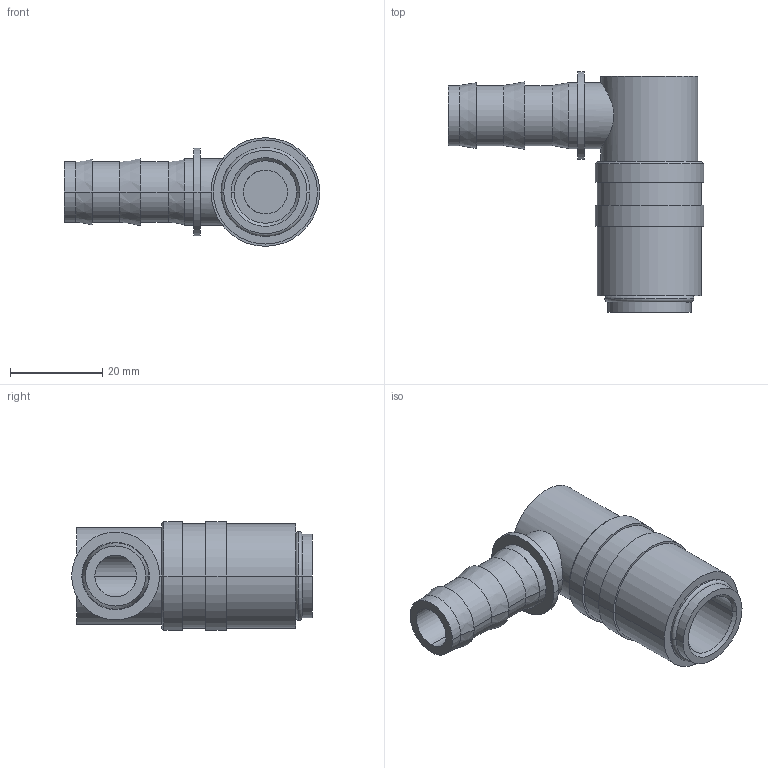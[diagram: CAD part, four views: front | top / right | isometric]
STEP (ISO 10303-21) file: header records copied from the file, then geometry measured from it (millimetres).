
FILE_DESCRIPTION(('STEP AP214'),'1');
FILE_NAME('esh_13_t-90ab.stp','2020-04-22T06:07:32',('TraceParts'),('TraceParts S.A.'),'Spatial InterOp 3D',' ',' ');
FILE_SCHEMA(('automotive_design'));
Length unit declared in the file: millimetre
Products named in the file (1): 1
Bounding box: 55.25 x 52.05 x 23.5 mm (x, y, z)
Volume: 17088.9 mm3; surface area: 8840.5 mm2
Topology: 1 solids, 1 shells, 59 faces, 124 edges, 78 vertices
Faces by surface type: cylinder 30, plane 15, cone 10, torus 4
Entity records: 2230 total; most frequent: CARTESIAN_POINT 413, DIRECTION 312, ORIENTED_EDGE 248, AXIS2_PLACEMENT_3D 135, EDGE_CURVE 124, VERTEX_POINT 78, CIRCLE 75, EDGE_LOOP 72
